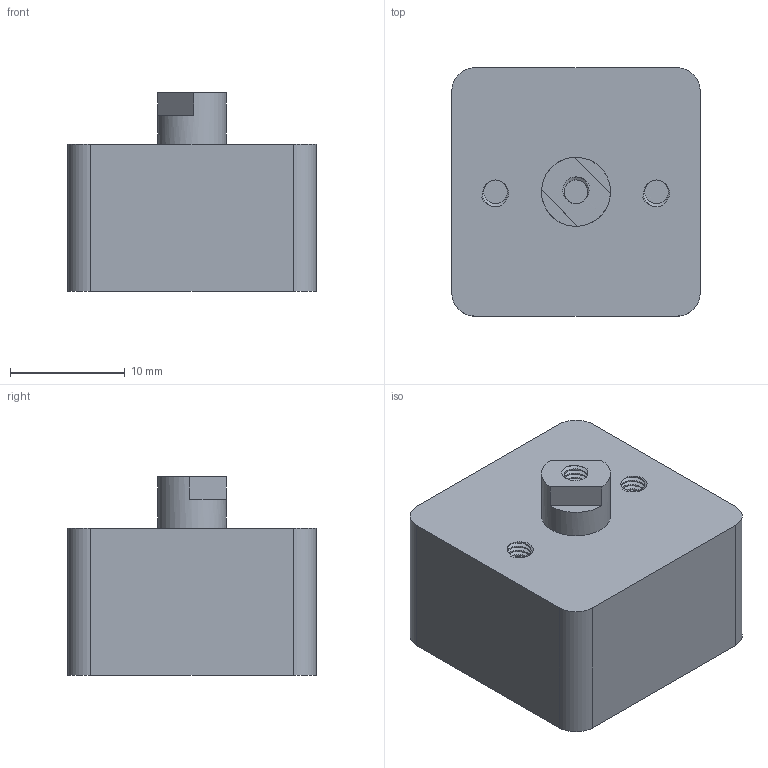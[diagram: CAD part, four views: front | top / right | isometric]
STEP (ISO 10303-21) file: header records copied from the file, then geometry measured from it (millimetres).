
FILE_DESCRIPTION(/* description */ (''),/* implementation_level */ '2;1');
FILE_NAME(/* name */ 'VarCap v2.step',/* time_stamp */ '2025-11-22T18:31:22-08:00',/* author */ (''),/* organization */ (''),/* preprocessor_version */ 'ST-DEVELOPER v20.1',/* originating_system */ 'Autodesk Translation Framework v14.21.0.0',/* authorisation */ '');
FILE_SCHEMA (('AUTOMOTIVE_DESIGN { 1 0 10303 214 3 1 1 }'));
Length unit declared in the file: millimetre
Products named in the file (1): VarCap
Bounding box: 21.6 x 21.6 x 17.3 mm (x, y, z)
Volume: 5999.6 mm3; surface area: 2195.8 mm2
Topology: 1 solids, 1 shells, 77 faces, 297 edges, 226 vertices
Faces by surface type: cylinder 57, plane 14, bspline 6
Full cylindrical faces by diameter (mm): 2.075 x19, 2.58 x21, 6 x1
Entity records: 17705 total; most frequent: CARTESIAN_POINT 15482, ORIENTED_EDGE 594, EDGE_CURVE 297, DIRECTION 267, VERTEX_POINT 226, B_SPLINE_CURVE_WITH_KNOTS 200, AXIS2_PLACEMENT_3D 98, EDGE_LOOP 81
